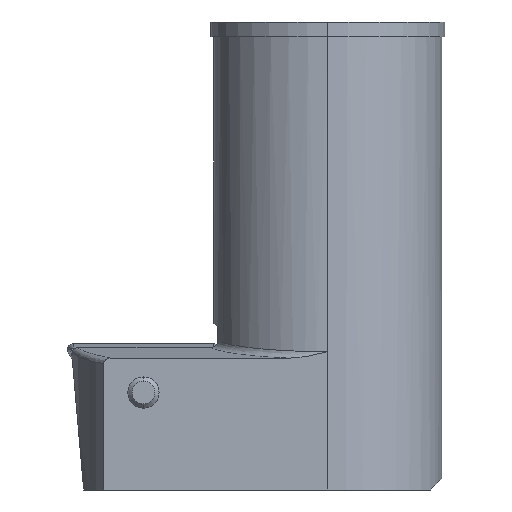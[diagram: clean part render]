
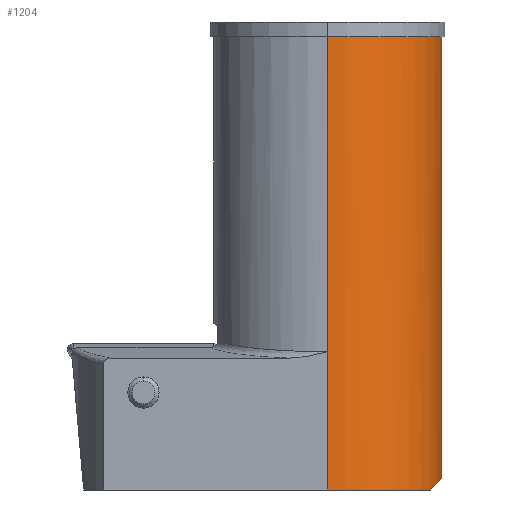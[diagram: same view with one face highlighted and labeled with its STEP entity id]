
A CAD part, front view. The second image highlights one B-rep face of the part: STEP entity #1204.
In plain terms, the highlighted cylindrical face has radius 7.8 mm (diameter 15.6 mm), a partial arc.
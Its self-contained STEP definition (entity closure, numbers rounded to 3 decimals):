
#638=EDGE_CURVE('NONE',#916,#1020,#1606,.F.);
#648=EDGE_CURVE('NONE',#1020,#876,#1617,.T.);
#764=EDGE_CURVE('NONE',#1106,#1274,#1747,.T.);
#812=EDGE_CURVE('NONE',#1144,#1274,#1799,.T.);
#868=VERTEX_POINT('NONE',#1858);
#876=VERTEX_POINT('NONE',#1869);
#910=EDGE_CURVE('NONE',#1106,#868,#1906,.T.);
#916=VERTEX_POINT('NONE',#1912);
#928=EDGE_CURVE('NONE',#916,#1324,#1926,.F.);
#1020=VERTEX_POINT('NONE',#2031);
#1106=VERTEX_POINT('NONE',#2129);
#1144=VERTEX_POINT('NONE',#2171);
#1146=EDGE_CURVE('NONE',#1144,#1324,#2173,.T.);
#1204=ADVANCED_FACE('NONE',(#2236),#2237,.T.);
#1274=VERTEX_POINT('NONE',#2316);
#1324=VERTEX_POINT('NONE',#2369);
#1412=EDGE_CURVE('NONE',#868,#876,#2466,.F.);
#1606=LINE('',#2705,#2706);
#1617=LINE('',#2719,#2720);
#1747=ELLIPSE('',#2933,10.4,7.8);
#1799=LINE('',#3008,#3009);
#1858=CARTESIAN_POINT('',(0.0,7.8,-1.));
#1869=CARTESIAN_POINT('',(0.,-7.8,-1.0));
#1906=LINE('',#3149,#3150);
#1912=CARTESIAN_POINT('',(0.,-7.8,-32.0));
#1926=CIRCLE('',#3174,7.8);
#2031=CARTESIAN_POINT('',(0.,-7.8,-22.541));
#2129=CARTESIAN_POINT('',(0.0,7.8,-20.759));
#2171=CARTESIAN_POINT('',(7.8,0.,-31.2));
#2173=ELLIPSE('',#4714,11.031,7.8);
#2236=FACE_OUTER_BOUND('',#4795,.T.);
#2237=CYLINDRICAL_SURFACE('',#4796,7.8);
#2316=CARTESIAN_POINT('',(7.8,0.,-30.462));
#2369=CARTESIAN_POINT('',(7.0,-3.441,-32.0));
#2466=CIRCLE('',#5132,7.8);
#2705=CARTESIAN_POINT('',(0.,-7.8,-32.0));
#2706=VECTOR('',#5353,1.0);
#2719=CARTESIAN_POINT('',(0.,-7.8,-32.0));
#2720=VECTOR('',#5366,1000.0);
#2933=AXIS2_PLACEMENT_3D('',#5546,#5547,#5548);
#3008=CARTESIAN_POINT('',(7.8,0.,-32.0));
#3009=VECTOR('',#5603,1.0);
#3149=CARTESIAN_POINT('',(0.0,7.8,-32.0));
#3150=VECTOR('',#5719,1000.0);
#3174=AXIS2_PLACEMENT_3D('',#5738,#5739,#5740);
#4714=AXIS2_PLACEMENT_3D('',#6069,#6070,#6071);
#4795=EDGE_LOOP('',(#6138,#6139,#6140,#6141,#6142,#6143,#6144,#6145));
#4796=AXIS2_PLACEMENT_3D('',#6146,#6147,#6148);
#5132=AXIS2_PLACEMENT_3D('',#6412,#6413,#6414);
#5353=DIRECTION('',(0.0,0.0,-1.0));
#5366=DIRECTION('',(-0.0,0.,1.0));
#5546=CARTESIAN_POINT('',(0.0,0.,-25.959));
#5547=DIRECTION('',(-0.433,0.5,-0.75));
#5548=DIRECTION('',(-0.491,0.567,0.661));
#5603=DIRECTION('',(0.0,-0.0,1.0));
#5719=DIRECTION('',(-0.0,0.,1.0));
#5738=CARTESIAN_POINT('',(0.0,0.,-32.0));
#5739=DIRECTION('',(0.0,0.,-1.0));
#5740=DIRECTION('',(0.0,1.0,0.));
#6069=CARTESIAN_POINT('',(0.0,0.,-39.0));
#6070=DIRECTION('',(0.707,0.0,-0.707));
#6071=DIRECTION('',(0.707,0.0,0.707));
#6138=ORIENTED_EDGE('',*,*,#648,.F.);
#6139=ORIENTED_EDGE('',*,*,#638,.F.);
#6140=ORIENTED_EDGE('',*,*,#928,.T.);
#6141=ORIENTED_EDGE('',*,*,#1146,.F.);
#6142=ORIENTED_EDGE('',*,*,#812,.T.);
#6143=ORIENTED_EDGE('',*,*,#764,.F.);
#6144=ORIENTED_EDGE('',*,*,#910,.T.);
#6145=ORIENTED_EDGE('',*,*,#1412,.T.);
#6146=CARTESIAN_POINT('',(0.0,0.,-32.0));
#6147=DIRECTION('',(-0.0,-0.0,1.0));
#6148=DIRECTION('',(0.0,1.0,0.0));
#6412=CARTESIAN_POINT('',(0.0,0.,-1.0));
#6413=DIRECTION('',(0.,0.,1.0));
#6414=DIRECTION('',(0.,1.0,0.));
